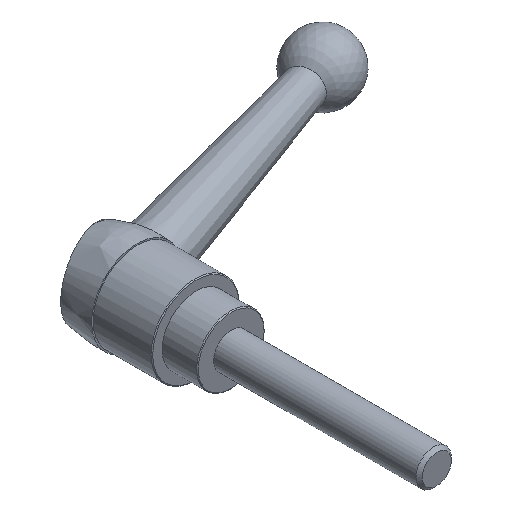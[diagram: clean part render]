
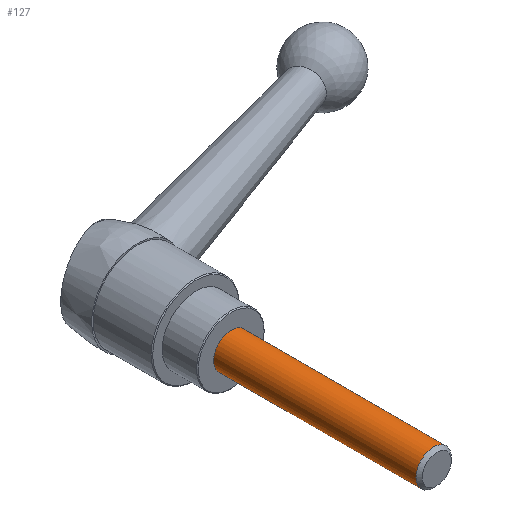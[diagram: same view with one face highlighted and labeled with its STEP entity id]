
A CAD part, isometric view. The second image highlights one B-rep face of the part: STEP entity #127.
In plain terms, the highlighted cylindrical face has radius 6 mm (diameter 12 mm), a full revolution.
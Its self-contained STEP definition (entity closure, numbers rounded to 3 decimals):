
#127 = ADVANCED_FACE( '', ( #285, #286 ), #287, .T. );
#285 = FACE_OUTER_BOUND( '', #476, .T. );
#286 = FACE_OUTER_BOUND( '', #477, .T. );
#287 = CYLINDRICAL_SURFACE( '', #478, 6. );
#476 = EDGE_LOOP( '', ( #798 ) );
#477 = EDGE_LOOP( '', ( #799 ) );
#478 = AXIS2_PLACEMENT_3D( '', #800, #801, #802 );
#798 = ORIENTED_EDGE( '', *, *, #1223, .F. );
#799 = ORIENTED_EDGE( '', *, *, #1149, .T. );
#800 = CARTESIAN_POINT( '', ( 0., -70., 0. ) );
#801 = DIRECTION( '', ( 0., 1., 0. ) );
#802 = DIRECTION( '', ( 0., 0., -1. ) );
#1149 = EDGE_CURVE( '', #1364, #1364, #1365, .T. );
#1223 = EDGE_CURVE( '', #1484, #1484, #1485, .T. );
#1364 = VERTEX_POINT( '', #1666 );
#1365 = CIRCLE( '', #1667, 6. );
#1484 = VERTEX_POINT( '', #1825 );
#1485 = CIRCLE( '', #1826, 6. );
#1666 = CARTESIAN_POINT( '', ( 0., 0., -6. ) );
#1667 = AXIS2_PLACEMENT_3D( '', #2157, #2158, #2159 );
#1825 = CARTESIAN_POINT( '', ( 0., -68.927, -6. ) );
#1826 = AXIS2_PLACEMENT_3D( '', #2266, #2267, #2268 );
#2157 = CARTESIAN_POINT( '', ( 0., 0., 0. ) );
#2158 = DIRECTION( '', ( 0., -1., 0. ) );
#2159 = DIRECTION( '', ( 0., 0., -1. ) );
#2266 = CARTESIAN_POINT( '', ( 0., -68.927, 0. ) );
#2267 = DIRECTION( '', ( 0., -1., 0. ) );
#2268 = DIRECTION( '', ( 0., 0., -1. ) );
